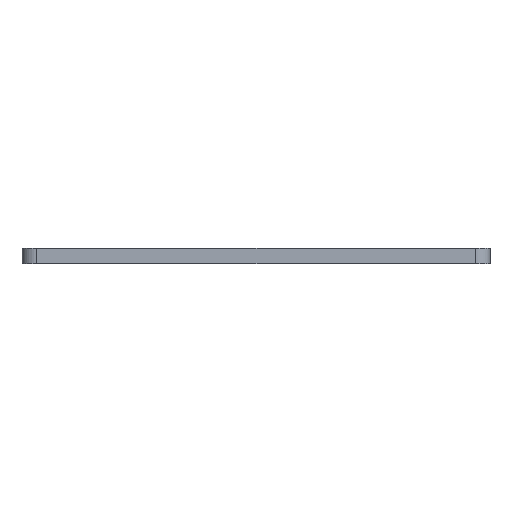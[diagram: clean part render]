
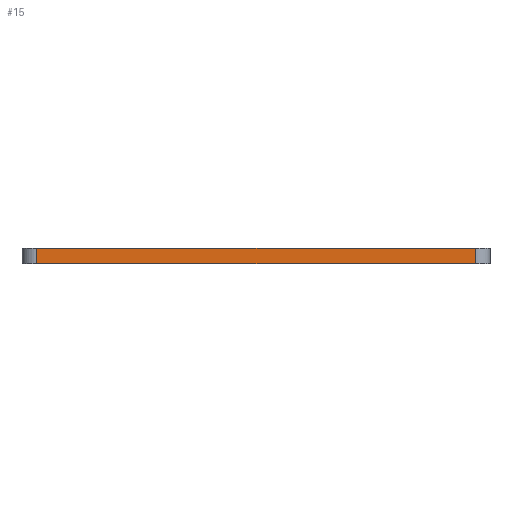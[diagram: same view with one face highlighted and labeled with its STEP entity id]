
A CAD part, left-side view. The second image highlights one B-rep face of the part: STEP entity #15.
In plain terms, the highlighted planar face has unit normal (-1, 0, 0).
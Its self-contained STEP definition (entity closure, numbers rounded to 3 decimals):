
#15=ADVANCED_FACE('',(#187),#2473,.T.);
#187=FACE_OUTER_BOUND('',#350,.T.);
#350=EDGE_LOOP('',(#592,#593,#594,#595));
#592=ORIENTED_EDGE('',*,*,#1321,.F.);
#593=ORIENTED_EDGE('',*,*,#1283,.F.);
#594=ORIENTED_EDGE('',*,*,#1322,.F.);
#595=ORIENTED_EDGE('',*,*,#1320,.F.);
#1283=EDGE_CURVE('',#2170,#2171,#1899,.T.);
#1320=EDGE_CURVE('',#2244,#2245,#1936,.T.);
#1321=EDGE_CURVE('',#2171,#2244,#1937,.T.);
#1322=EDGE_CURVE('',#2245,#2170,#1938,.T.);
#1899=B_SPLINE_CURVE_WITH_KNOTS('',1,(#4232,#4233),.UNSPECIFIED.,.F.,.F.,
(2,2),(0.,118.),.UNSPECIFIED.);
#1936=B_SPLINE_CURVE_WITH_KNOTS('',1,(#4306,#4307),.UNSPECIFIED.,.F.,.F.,
(2,2),(-118.,0.),.UNSPECIFIED.);
#1937=B_SPLINE_CURVE_WITH_KNOTS('',1,(#4308,#4309),.UNSPECIFIED.,.F.,.F.,
(2,2),(-4.15,0.),.UNSPECIFIED.);
#1938=B_SPLINE_CURVE_WITH_KNOTS('',1,(#4310,#4311),.UNSPECIFIED.,.F.,.F.,
(2,2),(-4.15,0.),.UNSPECIFIED.);
#2170=VERTEX_POINT('',#4000);
#2171=VERTEX_POINT('',#4001);
#2244=VERTEX_POINT('',#4074);
#2245=VERTEX_POINT('',#4075);
#2473=PLANE('',#2639);
#2639=AXIS2_PLACEMENT_3D('',#3229,#2876,$);
#2876=DIRECTION('',(-1.,0.,0.));
#3229=CARTESIAN_POINT('',(-21.,-28.8,-0.415));
#4000=CARTESIAN_POINT('',(-21.,-17.,0.));
#4001=CARTESIAN_POINT('',(-21.,101.,0.));
#4074=CARTESIAN_POINT('',(-21.,101.,4.15));
#4075=CARTESIAN_POINT('',(-21.,-17.,4.15));
#4232=CARTESIAN_POINT('',(-21.,-17.,0.));
#4233=CARTESIAN_POINT('',(-21.,101.,0.));
#4306=CARTESIAN_POINT('',(-21.,101.,4.15));
#4307=CARTESIAN_POINT('',(-21.,-17.,4.15));
#4308=CARTESIAN_POINT('',(-21.,101.,0.));
#4309=CARTESIAN_POINT('',(-21.,101.,4.15));
#4310=CARTESIAN_POINT('',(-21.,-17.,4.15));
#4311=CARTESIAN_POINT('',(-21.,-17.,0.));
